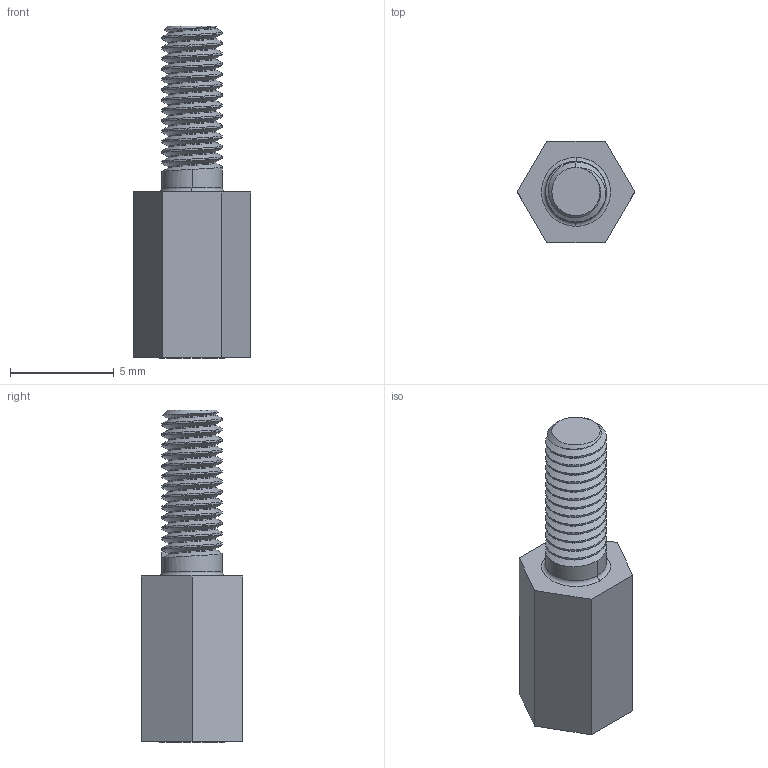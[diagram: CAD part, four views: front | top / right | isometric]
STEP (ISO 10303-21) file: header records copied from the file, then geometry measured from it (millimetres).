
FILE_DESCRIPTION((''),'2;1');
FILE_NAME('R30-301','2008-01-08T',('wbourne'),(''),'PRO/ENGINEER BY PARAMETRIC TECHNOLOGY CORPORATION, 2003490','PRO/ENGINEER BY PARAMETRIC TECHNOLOGY CORPORATION, 2003490','');
FILE_SCHEMA(('CONFIG_CONTROL_DESIGN'));
Length unit declared in the file: millimetre
Products named in the file (1): R30-301
Bounding box: 5.66 x 4.9 x 16 mm (x, y, z)
Volume: 174.5 mm3; surface area: 356.2 mm2
Topology: 1 solids, 1 shells, 86 faces, 229 edges, 145 vertices
Faces by surface type: cylinder 46, bspline 21, plane 11, cone 6, torus 2
Entity records: 9765 total; most frequent: CARTESIAN_POINT 7888, ORIENTED_EDGE 454, DIRECTION 256, EDGE_CURVE 227, VERTEX_POINT 145, B_SPLINE_CURVE_WITH_KNOTS 118, VECTOR 92, LINE 92
